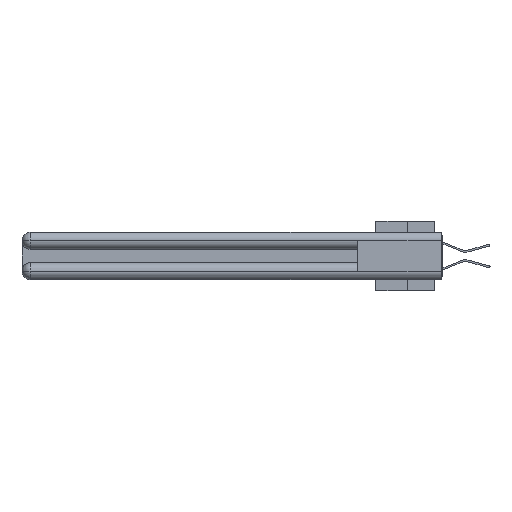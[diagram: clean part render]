
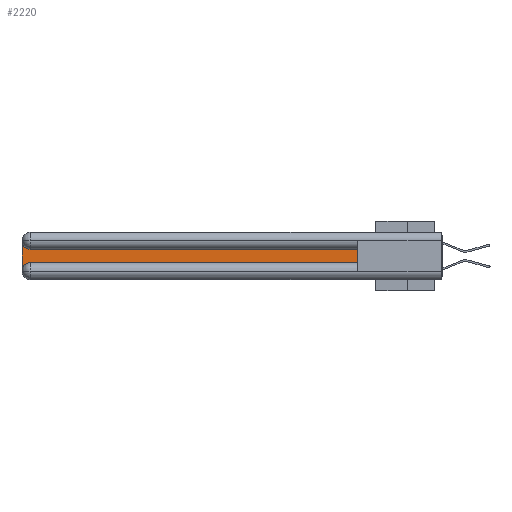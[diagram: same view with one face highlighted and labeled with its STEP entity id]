
A CAD part, left-side view. The second image highlights one B-rep face of the part: STEP entity #2220.
In plain terms, the highlighted planar face has unit normal (-1, 0, 0).
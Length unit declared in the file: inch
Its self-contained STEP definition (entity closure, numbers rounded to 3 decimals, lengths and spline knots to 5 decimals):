
#1904 = DIRECTION ( 'NONE',  ( 0., 0., -1. ) ) ;
#2220 = ADVANCED_FACE ( 'NONE', ( #5235 ), #39026, .F. ) ;
#3669 = CARTESIAN_POINT ( 'NONE',  ( 0.075, 0.6, -0.1225 ) ) ;
#4363 = DIRECTION ( 'NONE',  ( 0., 0., -1. ) ) ;
#4592 = AXIS2_PLACEMENT_3D ( 'NONE', #14517, #17846, #1904 ) ;
#4681 = EDGE_CURVE ( 'NONE', #38095, #31855, #7407, .T. ) ;
#5235 = FACE_OUTER_BOUND ( 'NONE', #32472, .T. ) ;
#5339 = DIRECTION ( 'NONE',  ( 0., 0., 1. ) ) ;
#5941 = CIRCLE ( 'NONE', #4592, 0.06 ) ;
#6047 = CARTESIAN_POINT ( 'NONE',  ( 0.075, 3., -0.2175 ) ) ;
#6079 = DIRECTION ( 'NONE',  ( 0., -1., 0. ) ) ;
#7146 = ORIENTED_EDGE ( 'NONE', *, *, #21277, .T. ) ;
#7407 = LINE ( 'NONE', #18155, #39532 ) ;
#7432 = ORIENTED_EDGE ( 'NONE', *, *, #9556, .T. ) ;
#8183 = CARTESIAN_POINT ( 'NONE',  ( 0.075, 3., -0.2775 ) ) ;
#8249 = LINE ( 'NONE', #11101, #10187 ) ;
#8357 = VERTEX_POINT ( 'NONE', #8183 ) ;
#9556 = EDGE_CURVE ( 'NONE', #38779, #8357, #40558, .T. ) ;
#10187 = VECTOR ( 'NONE', #33203, 39.37008 ) ;
#10371 = VECTOR ( 'NONE', #34059, 39.37008 ) ;
#10440 = EDGE_CURVE ( 'NONE', #31855, #31960, #33585, .T. ) ;
#11101 = CARTESIAN_POINT ( 'NONE',  ( 0.075, 0.6, -0.1225 ) ) ;
#13543 = CARTESIAN_POINT ( 'NONE',  ( 0.075, 3., -0.0625 ) ) ;
#14383 = DIRECTION ( 'NONE',  ( 1., 0., 0. ) ) ;
#14517 = CARTESIAN_POINT ( 'NONE',  ( 0.075, 2.94, -0.2775 ) ) ;
#15800 = AXIS2_PLACEMENT_3D ( 'NONE', #40733, #14383, #4363 ) ;
#16597 = DIRECTION ( 'NONE',  ( 0., 0., -1. ) ) ;
#16980 = VERTEX_POINT ( 'NONE', #36610 ) ;
#17606 = EDGE_CURVE ( 'NONE', #8357, #38095, #5941, .T. ) ;
#17846 = DIRECTION ( 'NONE',  ( 1., 0., 0. ) ) ;
#18155 = CARTESIAN_POINT ( 'NONE',  ( 0.075, 0.6, -0.2175 ) ) ;
#20119 = ORIENTED_EDGE ( 'NONE', *, *, #23034, .T. ) ;
#20231 = CARTESIAN_POINT ( 'NONE',  ( 0.075, 3., -0.1225 ) ) ;
#21277 = EDGE_CURVE ( 'NONE', #16980, #38779, #38032, .T. ) ;
#22226 = CARTESIAN_POINT ( 'NONE',  ( 0.075, 2.94, -0.2175 ) ) ;
#23034 = EDGE_CURVE ( 'NONE', #31960, #16980, #8249, .T. ) ;
#23431 = DIRECTION ( 'NONE',  ( 1., 0., 0. ) ) ;
#24749 = ORIENTED_EDGE ( 'NONE', *, *, #4681, .T. ) ;
#30291 = AXIS2_PLACEMENT_3D ( 'NONE', #20231, #23431, #16597 ) ;
#31855 = VERTEX_POINT ( 'NONE', #34741 ) ;
#31960 = VERTEX_POINT ( 'NONE', #3669 ) ;
#32020 = ORIENTED_EDGE ( 'NONE', *, *, #17606, .T. ) ;
#32472 = EDGE_LOOP ( 'NONE', ( #20119, #7146, #7432, #32020, #24749, #32996 ) ) ;
#32581 = VECTOR ( 'NONE', #5339, 39.37008 ) ;
#32993 = CARTESIAN_POINT ( 'NONE',  ( 0.075, 0.6, -0.2175 ) ) ;
#32996 = ORIENTED_EDGE ( 'NONE', *, *, #10440, .T. ) ;
#33203 = DIRECTION ( 'NONE',  ( 0., 1., 0. ) ) ;
#33585 = LINE ( 'NONE', #32993, #32581 ) ;
#34059 = DIRECTION ( 'NONE',  ( 0., 0., -1. ) ) ;
#34741 = CARTESIAN_POINT ( 'NONE',  ( 0.075, 0.6, -0.2175 ) ) ;
#36610 = CARTESIAN_POINT ( 'NONE',  ( 0.075, 2.94, -0.1225 ) ) ;
#38032 = CIRCLE ( 'NONE', #15800, 0.06 ) ;
#38095 = VERTEX_POINT ( 'NONE', #22226 ) ;
#38779 = VERTEX_POINT ( 'NONE', #13543 ) ;
#39026 = PLANE ( 'NONE',  #30291 ) ;
#39532 = VECTOR ( 'NONE', #6079, 39.37008 ) ;
#40558 = LINE ( 'NONE', #6047, #10371 ) ;
#40733 = CARTESIAN_POINT ( 'NONE',  ( 0.075, 2.94, -0.0625 ) ) ;
